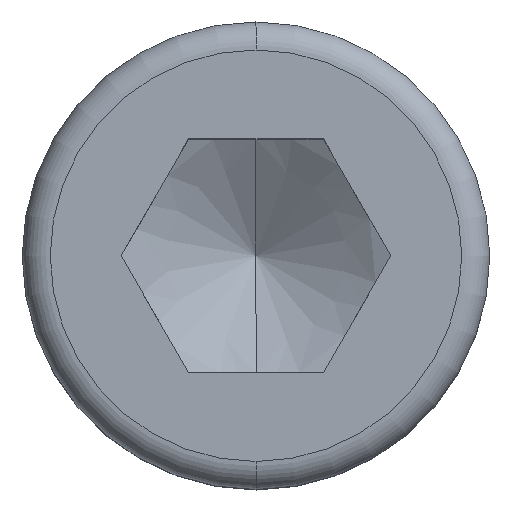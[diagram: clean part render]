
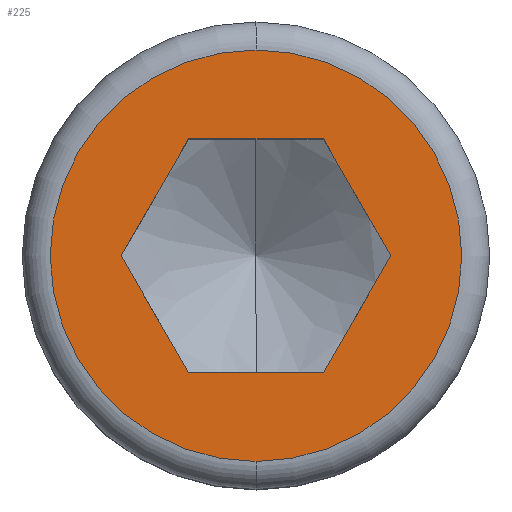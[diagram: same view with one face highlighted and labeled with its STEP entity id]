
A CAD part, top view. The second image highlights one B-rep face of the part: STEP entity #225.
In plain terms, the highlighted planar face has unit normal (0, 0, 1).
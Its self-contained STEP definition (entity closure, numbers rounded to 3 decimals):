
#211=EDGE_CURVE('',#243,#247,#458,.T.);
#217=EDGE_CURVE('',#301,#303,#465,.T.);
#221=EDGE_CURVE('',#247,#261,#470,.T.);
#225=ADVANCED_FACE('',(#474,#475),#476,.T.);
#233=EDGE_CURVE('',#299,#283,#485,.T.);
#243=VERTEX_POINT('',#495);
#247=VERTEX_POINT('',#499);
#261=VERTEX_POINT('',#514);
#271=EDGE_CURVE('',#283,#243,#525,.T.);
#281=EDGE_CURVE('',#303,#301,#536,.T.);
#283=VERTEX_POINT('',#538);
#289=EDGE_CURVE('',#339,#299,#545,.T.);
#299=VERTEX_POINT('',#557);
#301=VERTEX_POINT('',#559);
#303=VERTEX_POINT('',#561);
#323=EDGE_CURVE('',#261,#339,#582,.T.);
#339=VERTEX_POINT('',#598);
#458=LINE('',#731,#732);
#465=CIRCLE('',#741,4.4);
#470=LINE('',#747,#748);
#474=FACE_BOUND('',#753,.T.);
#475=FACE_OUTER_BOUND('',#754,.T.);
#476=PLANE('',#755);
#485=LINE('',#775,#776);
#495=CARTESIAN_POINT('',(1.443,2.498,6.0));
#499=CARTESIAN_POINT('',(2.885,0.,6.0));
#514=CARTESIAN_POINT('',(1.443,-2.498,6.0));
#525=LINE('',#845,#846);
#536=CIRCLE('',#860,4.4);
#538=CARTESIAN_POINT('',(-1.443,2.498,6.0));
#545=LINE('',#871,#872);
#557=CARTESIAN_POINT('',(-2.885,0.,6.0));
#559=CARTESIAN_POINT('',(0.,-4.4,6.));
#561=CARTESIAN_POINT('',(0.,4.4,6.));
#582=LINE('',#927,#928);
#598=CARTESIAN_POINT('',(-1.443,-2.498,6.0));
#731=CARTESIAN_POINT('',(2.524,0.625,6.0));
#732=VECTOR('',#1139,1.0);
#741=AXIS2_PLACEMENT_3D('',#1152,#1153,#1154);
#747=CARTESIAN_POINT('',(1.803,-1.874,6.0));
#748=VECTOR('',#1163,1.0);
#753=EDGE_LOOP('',(#1168,#1169,#1170,#1171,#1172,#1173));
#754=EDGE_LOOP('',(#1174,#1175));
#755=AXIS2_PLACEMENT_3D('',#1176,#1177,#1178);
#775=CARTESIAN_POINT('',(-1.803,1.874,6.0));
#776=VECTOR('',#1187,1.0);
#845=CARTESIAN_POINT('',(0.721,2.498,6.0));
#846=VECTOR('',#1212,1.0);
#860=AXIS2_PLACEMENT_3D('',#1222,#1223,#1224);
#871=CARTESIAN_POINT('',(-2.524,-0.625,6.0));
#872=VECTOR('',#1234,1.0);
#927=CARTESIAN_POINT('',(-0.721,-2.498,6.0));
#928=VECTOR('',#1270,1.0);
#1139=DIRECTION('',(0.5,-0.866,0.0));
#1152=CARTESIAN_POINT('',(0.,0.,6.));
#1153=DIRECTION('',(0.,0.,1.0));
#1154=DIRECTION('',(-1.0,0.0,0.));
#1163=DIRECTION('',(-0.5,-0.866,0.0));
#1168=ORIENTED_EDGE('',*,*,#289,.T.);
#1169=ORIENTED_EDGE('',*,*,#233,.T.);
#1170=ORIENTED_EDGE('',*,*,#271,.T.);
#1171=ORIENTED_EDGE('',*,*,#211,.T.);
#1172=ORIENTED_EDGE('',*,*,#221,.T.);
#1173=ORIENTED_EDGE('',*,*,#323,.T.);
#1174=ORIENTED_EDGE('',*,*,#217,.T.);
#1175=ORIENTED_EDGE('',*,*,#281,.T.);
#1176=CARTESIAN_POINT('',(0.,-3.942,6.));
#1177=DIRECTION('',(0.,0.,1.0));
#1178=DIRECTION('',(0.,-1.0,0.));
#1187=DIRECTION('',(0.5,0.866,0.0));
#1212=DIRECTION('',(1.0,0.0,0.0));
#1222=CARTESIAN_POINT('',(0.,0.,6.));
#1223=DIRECTION('',(0.,0.,1.0));
#1224=DIRECTION('',(-1.0,0.0,0.));
#1234=DIRECTION('',(-0.5,0.866,0.0));
#1270=DIRECTION('',(-1.0,0.0,0.0));
